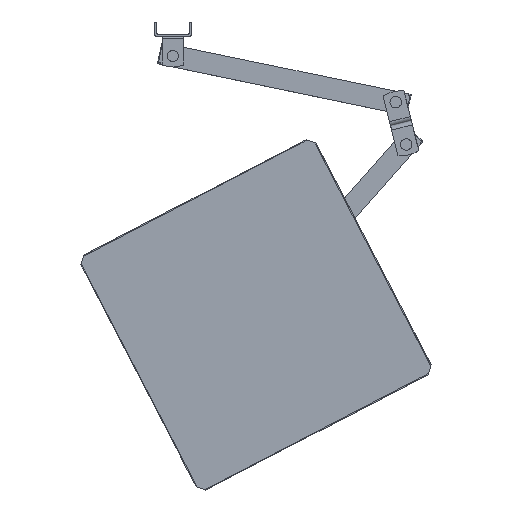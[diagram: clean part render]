
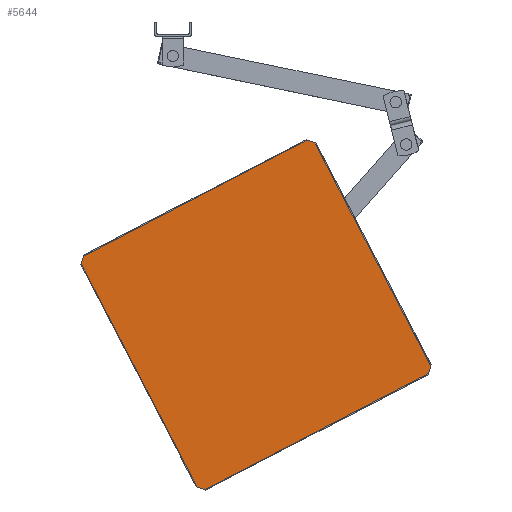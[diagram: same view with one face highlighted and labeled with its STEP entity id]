
A CAD part, top view. The second image highlights one B-rep face of the part: STEP entity #5644.
In plain terms, the highlighted planar face has unit normal (0, 0, 1).
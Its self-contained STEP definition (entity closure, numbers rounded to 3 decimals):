
#666=FACE_OUTER_BOUND('',#1025,.T.);
#1025=EDGE_LOOP('',(#3915,#3916,#3917,#3918,#3919,#3920,#3921,#3922,#3923,
#3924,#3925,#3926,#3927,#3928,#3929,#3930));
#1478=LINE('',#8801,#1994);
#1479=LINE('',#8803,#1995);
#1480=LINE('',#8805,#1996);
#1481=LINE('',#8807,#1997);
#1482=LINE('',#8809,#1998);
#1483=LINE('',#8811,#1999);
#1484=LINE('',#8813,#2000);
#1485=LINE('',#8815,#2001);
#1486=LINE('',#8817,#2002);
#1487=LINE('',#8819,#2003);
#1488=LINE('',#8821,#2004);
#1489=LINE('',#8823,#2005);
#1490=LINE('',#8825,#2006);
#1491=LINE('',#8827,#2007);
#1492=LINE('',#8829,#2008);
#1493=LINE('',#8830,#2009);
#1994=VECTOR('',#6919,1.);
#1995=VECTOR('',#6920,1.);
#1996=VECTOR('',#6921,1.);
#1997=VECTOR('',#6922,1.);
#1998=VECTOR('',#6923,1.);
#1999=VECTOR('',#6924,1.);
#2000=VECTOR('',#6925,1.);
#2001=VECTOR('',#6926,1.);
#2002=VECTOR('',#6927,1.);
#2003=VECTOR('',#6928,1.);
#2004=VECTOR('',#6929,1.);
#2005=VECTOR('',#6930,1.);
#2006=VECTOR('',#6931,1.);
#2007=VECTOR('',#6932,1.);
#2008=VECTOR('',#6933,1.);
#2009=VECTOR('',#6934,1.);
#2498=VERTEX_POINT('',#8799);
#2499=VERTEX_POINT('',#8800);
#2500=VERTEX_POINT('',#8802);
#2501=VERTEX_POINT('',#8804);
#2502=VERTEX_POINT('',#8806);
#2503=VERTEX_POINT('',#8808);
#2504=VERTEX_POINT('',#8810);
#2505=VERTEX_POINT('',#8812);
#2506=VERTEX_POINT('',#8814);
#2507=VERTEX_POINT('',#8816);
#2508=VERTEX_POINT('',#8818);
#2509=VERTEX_POINT('',#8820);
#2510=VERTEX_POINT('',#8822);
#2511=VERTEX_POINT('',#8824);
#2512=VERTEX_POINT('',#8826);
#2513=VERTEX_POINT('',#8828);
#3038=EDGE_CURVE('',#2498,#2499,#1478,.T.);
#3039=EDGE_CURVE('',#2500,#2499,#1479,.T.);
#3040=EDGE_CURVE('',#2500,#2501,#1480,.T.);
#3041=EDGE_CURVE('',#2502,#2501,#1481,.T.);
#3042=EDGE_CURVE('',#2503,#2502,#1482,.T.);
#3043=EDGE_CURVE('',#2504,#2503,#1483,.T.);
#3044=EDGE_CURVE('',#2505,#2504,#1484,.T.);
#3045=EDGE_CURVE('',#2506,#2505,#1485,.T.);
#3046=EDGE_CURVE('',#2507,#2506,#1486,.T.);
#3047=EDGE_CURVE('',#2508,#2507,#1487,.T.);
#3048=EDGE_CURVE('',#2509,#2508,#1488,.T.);
#3049=EDGE_CURVE('',#2510,#2509,#1489,.T.);
#3050=EDGE_CURVE('',#2510,#2511,#1490,.T.);
#3051=EDGE_CURVE('',#2512,#2511,#1491,.T.);
#3052=EDGE_CURVE('',#2512,#2513,#1492,.T.);
#3053=EDGE_CURVE('',#2498,#2513,#1493,.T.);
#3915=ORIENTED_EDGE('',*,*,#3038,.T.);
#3916=ORIENTED_EDGE('',*,*,#3039,.F.);
#3917=ORIENTED_EDGE('',*,*,#3040,.T.);
#3918=ORIENTED_EDGE('',*,*,#3041,.F.);
#3919=ORIENTED_EDGE('',*,*,#3042,.F.);
#3920=ORIENTED_EDGE('',*,*,#3043,.F.);
#3921=ORIENTED_EDGE('',*,*,#3044,.F.);
#3922=ORIENTED_EDGE('',*,*,#3045,.F.);
#3923=ORIENTED_EDGE('',*,*,#3046,.F.);
#3924=ORIENTED_EDGE('',*,*,#3047,.F.);
#3925=ORIENTED_EDGE('',*,*,#3048,.F.);
#3926=ORIENTED_EDGE('',*,*,#3049,.F.);
#3927=ORIENTED_EDGE('',*,*,#3050,.T.);
#3928=ORIENTED_EDGE('',*,*,#3051,.F.);
#3929=ORIENTED_EDGE('',*,*,#3052,.T.);
#3930=ORIENTED_EDGE('',*,*,#3053,.F.);
#5486=PLANE('',#6152);
#5644=ADVANCED_FACE('',(#666),#5486,.T.);
#6152=AXIS2_PLACEMENT_3D('',#8798,#6917,#6918);
#6917=DIRECTION('center_axis',(0.,0.,1.));
#6918=DIRECTION('ref_axis',(0.,1.,0.));
#6919=DIRECTION('',(-1.,0.,0.));
#6920=DIRECTION('',(0.,-1.,0.));
#6921=DIRECTION('',(1.,0.,0.));
#6922=DIRECTION('',(0.707,-0.707,0.));
#6923=DIRECTION('',(0.,1.,0.));
#6924=DIRECTION('',(1.,0.,0.));
#6925=DIRECTION('',(0.,-1.,0.));
#6926=DIRECTION('',(0.707,0.707,0.));
#6927=DIRECTION('',(-1.,0.,0.));
#6928=DIRECTION('',(0.,1.,0.));
#6929=DIRECTION('',(1.,0.,0.));
#6930=DIRECTION('',(-0.707,0.707,0.));
#6931=DIRECTION('',(0.,1.,0.));
#6932=DIRECTION('',(-1.,0.,0.));
#6933=DIRECTION('',(0.,-1.,0.));
#6934=DIRECTION('',(-0.707,-0.707,0.));
#8798=CARTESIAN_POINT('Origin',(72.604,-242.328,60.));
#8799=CARTESIAN_POINT('',(257.604,-417.328,60.));
#8800=CARTESIAN_POINT('',(256.604,-417.328,60.));
#8801=CARTESIAN_POINT('',(257.604,-417.328,60.));
#8802=CARTESIAN_POINT('',(256.604,-67.328,60.));
#8803=CARTESIAN_POINT('',(256.604,-242.328,60.));
#8804=CARTESIAN_POINT('',(257.604,-67.328,60.));
#8805=CARTESIAN_POINT('',(257.604,-67.328,60.));
#8806=CARTESIAN_POINT('',(247.604,-57.328,60.));
#8807=CARTESIAN_POINT('',(252.604,-62.328,60.));
#8808=CARTESIAN_POINT('',(247.604,-58.328,60.));
#8809=CARTESIAN_POINT('',(247.604,-57.328,60.));
#8810=CARTESIAN_POINT('',(-102.396,-58.328,60.));
#8811=CARTESIAN_POINT('',(72.604,-58.328,60.));
#8812=CARTESIAN_POINT('',(-102.396,-57.328,60.));
#8813=CARTESIAN_POINT('',(-102.396,-57.328,60.));
#8814=CARTESIAN_POINT('',(-112.396,-67.328,60.));
#8815=CARTESIAN_POINT('',(-107.396,-62.328,60.));
#8816=CARTESIAN_POINT('',(-111.396,-67.328,60.));
#8817=CARTESIAN_POINT('',(-112.396,-67.328,60.));
#8818=CARTESIAN_POINT('',(-111.396,-417.328,60.));
#8819=CARTESIAN_POINT('',(-111.396,-242.328,60.));
#8820=CARTESIAN_POINT('',(-112.396,-417.328,60.));
#8821=CARTESIAN_POINT('',(-112.396,-417.328,60.));
#8822=CARTESIAN_POINT('',(-102.396,-427.328,60.));
#8823=CARTESIAN_POINT('',(-107.396,-422.328,60.));
#8824=CARTESIAN_POINT('',(-102.396,-426.328,60.));
#8825=CARTESIAN_POINT('',(-102.396,-427.328,60.));
#8826=CARTESIAN_POINT('',(247.604,-426.328,60.));
#8827=CARTESIAN_POINT('',(72.604,-426.328,60.));
#8828=CARTESIAN_POINT('',(247.604,-427.328,60.));
#8829=CARTESIAN_POINT('',(247.604,-427.328,60.));
#8830=CARTESIAN_POINT('',(252.604,-422.328,60.));
